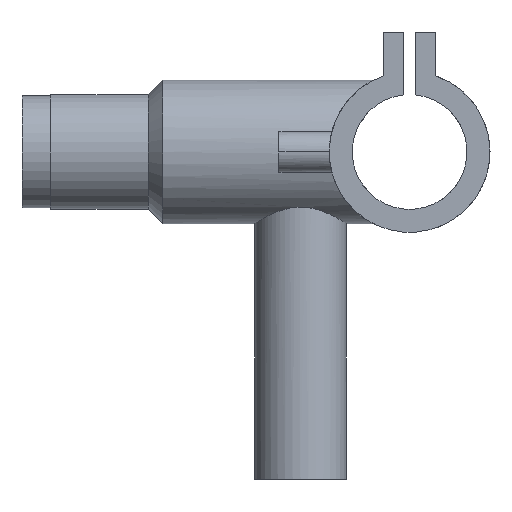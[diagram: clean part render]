
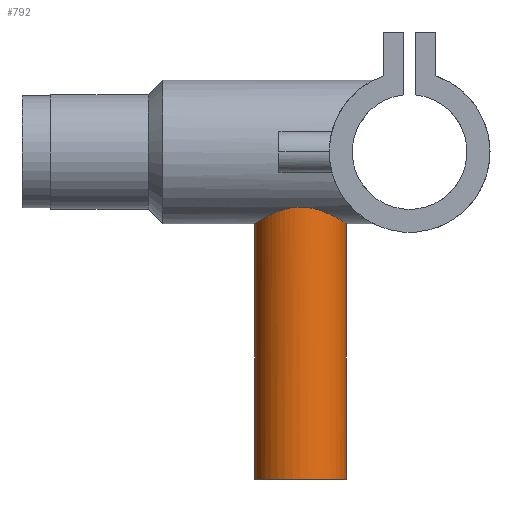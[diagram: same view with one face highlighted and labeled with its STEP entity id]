
A CAD part, left-side view. The second image highlights one B-rep face of the part: STEP entity #792.
In plain terms, the highlighted cylindrical face has radius 16 mm (diameter 32 mm), a partial arc.
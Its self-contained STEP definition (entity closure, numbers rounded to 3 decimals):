
#27 = CIRCLE ( 'NONE', #2273, 16. ) ;
#42 = EDGE_CURVE ( 'NONE', #1860, #1477, #1305, .T. ) ;
#60 = CARTESIAN_POINT ( 'NONE',  ( -5.267, 53.118, -24.444 ) ) ;
#74 = CARTESIAN_POINT ( 'NONE',  ( -15.115, 43.273, -19.914 ) ) ;
#85 = CARTESIAN_POINT ( 'NONE',  ( -14.544, 31.311, -20.336 ) ) ;
#98 = CARTESIAN_POINT ( 'NONE',  ( -4.269, 22.543, -24.655 ) ) ;
#117 = ORIENTED_EDGE ( 'NONE', *, *, #966, .F. ) ;
#248 = DIRECTION ( 'NONE',  ( 0., 0., -1. ) ) ;
#259 = CARTESIAN_POINT ( 'NONE',  ( -2.158, 53.89, -24.929 ) ) ;
#273 = CARTESIAN_POINT ( 'NONE',  ( -13.842, 46.089, -20.829 ) ) ;
#284 = CARTESIAN_POINT ( 'NONE',  ( -15.439, 33.768, -19.664 ) ) ;
#296 = CARTESIAN_POINT ( 'NONE',  ( -7.216, 23.71, -23.941 ) ) ;
#354 = DIRECTION ( 'NONE',  ( 0., 0., -1. ) ) ;
#391 = LINE ( 'NONE', #1238, #1119 ) ;
#458 = CARTESIAN_POINT ( 'NONE',  ( 0., 54., -25. ) ) ;
#482 = CARTESIAN_POINT ( 'NONE',  ( -12.036, 48.554, -21.915 ) ) ;
#492 = EDGE_CURVE ( 'NONE', #2277, #1998, #391, .T. ) ;
#495 = CARTESIAN_POINT ( 'NONE',  ( -16.001, 36.93, -19.209 ) ) ;
#506 = CARTESIAN_POINT ( 'NONE',  ( -9.834, 25.338, -23.002 ) ) ;
#519 = CARTESIAN_POINT ( 'NONE',  ( 0., 22., -25. ) ) ;
#562 = FACE_OUTER_BOUND ( 'NONE', #1228, .T. ) ;
#689 = CARTESIAN_POINT ( 'NONE',  ( -9.839, 50.66, -23.001 ) ) ;
#695 = CARTESIAN_POINT ( 'NONE',  ( 0., 54., -114. ) ) ;
#701 = CARTESIAN_POINT ( 'NONE',  ( -15.86, 40.176, -19.325 ) ) ;
#706 = AXIS2_PLACEMENT_3D ( 'NONE', #2150, #354, #1203 ) ;
#714 = CARTESIAN_POINT ( 'NONE',  ( -12.707, 28.224, -21.54 ) ) ;
#728 = CARTESIAN_POINT ( 'NONE',  ( -1.886, 22.109, -24.93 ) ) ;
#792 = ADVANCED_FACE ( 'NONE', ( #562 ), #1410, .T. ) ;
#876 = CARTESIAN_POINT ( 'NONE',  ( 0., 38., -114. ) ) ;
#896 = CARTESIAN_POINT ( 'NONE',  ( -5.764, 52.935, -24.332 ) ) ;
#910 = CARTESIAN_POINT ( 'NONE',  ( -15.432, 42.26, -19.67 ) ) ;
#921 = CARTESIAN_POINT ( 'NONE',  ( -14.319, 30.843, -20.495 ) ) ;
#936 = CARTESIAN_POINT ( 'NONE',  ( -2.957, 22.273, -24.826 ) ) ;
#966 = EDGE_CURVE ( 'NONE', #1860, #2277, #1739, .T. ) ;
#1026 = ORIENTED_EDGE ( 'NONE', *, *, #492, .F. ) ;
#1108 = CARTESIAN_POINT ( 'NONE',  ( -3.727, 53.569, -24.726 ) ) ;
#1119 = VECTOR ( 'NONE', #2012, 1000. ) ;
#1121 = CARTESIAN_POINT ( 'NONE',  ( -14.328, 45.195, -20.493 ) ) ;
#1133 = CARTESIAN_POINT ( 'NONE',  ( -15.127, 32.76, -19.905 ) ) ;
#1145 = CARTESIAN_POINT ( 'NONE',  ( -6.741, 23.48, -24.079 ) ) ;
#1203 = DIRECTION ( 'NONE',  ( 0., 1., 0. ) ) ;
#1209 = EDGE_CURVE ( 'NONE', #1998, #1477, #27, .T. ) ;
#1228 = EDGE_LOOP ( 'NONE', ( #1026, #117, #1448, #2123 ) ) ;
#1238 = CARTESIAN_POINT ( 'NONE',  ( 0., 22., 0. ) ) ;
#1305 = LINE ( 'NONE', #2063, #1794 ) ;
#1316 = CARTESIAN_POINT ( 'NONE',  ( 0., 54., -25. ) ) ;
#1329 = CARTESIAN_POINT ( 'NONE',  ( -12.684, 47.766, -21.547 ) ) ;
#1344 = CARTESIAN_POINT ( 'NONE',  ( -15.893, 35.864, -19.3 ) ) ;
#1353 = CARTESIAN_POINT ( 'NONE',  ( -8.565, 24.476, -23.491 ) ) ;
#1410 = CYLINDRICAL_SURFACE ( 'NONE', #706, 16. ) ;
#1438 = CARTESIAN_POINT ( 'NONE',  ( 0., 22., -25. ) ) ;
#1448 = ORIENTED_EDGE ( 'NONE', *, *, #42, .T. ) ;
#1477 = VERTEX_POINT ( 'NONE', #695 ) ;
#1530 = CARTESIAN_POINT ( 'NONE',  ( -10.622, 50.009, -22.646 ) ) ;
#1542 = CARTESIAN_POINT ( 'NONE',  ( -15.971, 39.104, -19.234 ) ) ;
#1556 = CARTESIAN_POINT ( 'NONE',  ( -12.064, 27.441, -21.911 ) ) ;
#1566 = CARTESIAN_POINT ( 'NONE',  ( -1.077, 22.027, -24.983 ) ) ;
#1701 = DIRECTION ( 'NONE',  ( 0., 0., -1. ) ) ;
#1721 = CARTESIAN_POINT ( 'NONE',  ( -7.212, 52.321, -23.958 ) ) ;
#1732 = CARTESIAN_POINT ( 'NONE',  ( -15.564, 41.746, -19.564 ) ) ;
#1739 = B_SPLINE_CURVE_WITH_KNOTS ( 'NONE', 3,
 ( #1316, #2073, #259, #1108, #1908, #60, #896, #1721, #2425, #689, #1530, #2252, #482, #1329, #2083, #273, #1121, #1919, #74, #910, #1732, #2435, #701, #1542, #2262, #495, #1344, #2093, #284, #1133, #1929, #85, #921, #1744, #2444, #714, #1556, #2272, #506, #1353, #2103, #296, #1145, #1938, #98, #936, #1759, #2457, #728, #1566, #2283, #519 ),
 .UNSPECIFIED., .F., .F.,
 ( 4, 2, 2, 2, 2, 2, 2, 2, 2, 2, 2, 2, 2, 2, 2, 2, 2, 2, 2, 2, 2, 2, 2, 2, 2, 4 ),
 ( 0., 0.003, 0.005, 0.006, 0.01, 0.013, 0.014, 0.016, 0.019, 0.021, 0.023, 0.024, 0.026, 0.029, 0.031, 0.032, 0.034, 0.035, 0.039, 0.042, 0.043, 0.045, 0.048, 0.049, 0.05, 0.052 ),
 .UNSPECIFIED. ) ;
#1744 = CARTESIAN_POINT ( 'NONE',  ( -13.826, 29.932, -20.831 ) ) ;
#1759 = CARTESIAN_POINT ( 'NONE',  ( -2.692, 22.226, -24.856 ) ) ;
#1794 = VECTOR ( 'NONE', #248, 1000. ) ;
#1860 = VERTEX_POINT ( 'NONE', #458 ) ;
#1908 = CARTESIAN_POINT ( 'NONE',  ( -4.244, 53.436, -24.643 ) ) ;
#1919 = CARTESIAN_POINT ( 'NONE',  ( -14.934, 43.766, -20.051 ) ) ;
#1929 = CARTESIAN_POINT ( 'NONE',  ( -14.948, 32.269, -20.041 ) ) ;
#1938 = CARTESIAN_POINT ( 'NONE',  ( -5.28, 22.859, -24.457 ) ) ;
#1998 = VERTEX_POINT ( 'NONE', #2276 ) ;
#2012 = DIRECTION ( 'NONE',  ( 0., 0., -1. ) ) ;
#2063 = CARTESIAN_POINT ( 'NONE',  ( 0., 54., 0. ) ) ;
#2073 = CARTESIAN_POINT ( 'NONE',  ( -1.091, 54., -25. ) ) ;
#2083 = CARTESIAN_POINT ( 'NONE',  ( -12.99, 47.355, -21.363 ) ) ;
#2093 = CARTESIAN_POINT ( 'NONE',  ( -15.573, 34.289, -19.558 ) ) ;
#2103 = CARTESIAN_POINT ( 'NONE',  ( -8.127, 24.208, -23.647 ) ) ;
#2123 = ORIENTED_EDGE ( 'NONE', *, *, #1209, .F. ) ;
#2150 = CARTESIAN_POINT ( 'NONE',  ( 0., 38., 0. ) ) ;
#2252 = CARTESIAN_POINT ( 'NONE',  ( -11.695, 48.931, -22.099 ) ) ;
#2262 = CARTESIAN_POINT ( 'NONE',  ( -15.999, 38.557, -19.21 ) ) ;
#2272 = CARTESIAN_POINT ( 'NONE',  ( -10.619, 25.988, -22.647 ) ) ;
#2273 = AXIS2_PLACEMENT_3D ( 'NONE', #876, #1701, #2412 ) ;
#2276 = CARTESIAN_POINT ( 'NONE',  ( 0., 22., -114. ) ) ;
#2277 = VERTEX_POINT ( 'NONE', #1438 ) ;
#2283 = CARTESIAN_POINT ( 'NONE',  ( -0.538, 22., -25. ) ) ;
#2412 = DIRECTION ( 'NONE',  ( 0., 1., 0. ) ) ;
#2425 = CARTESIAN_POINT ( 'NONE',  ( -8.122, 51.824, -23.662 ) ) ;
#2435 = CARTESIAN_POINT ( 'NONE',  ( -15.779, 40.704, -19.392 ) ) ;
#2444 = CARTESIAN_POINT ( 'NONE',  ( -13.561, 29.493, -21.005 ) ) ;
#2457 = CARTESIAN_POINT ( 'NONE',  ( -2.157, 22.144, -24.908 ) ) ;
